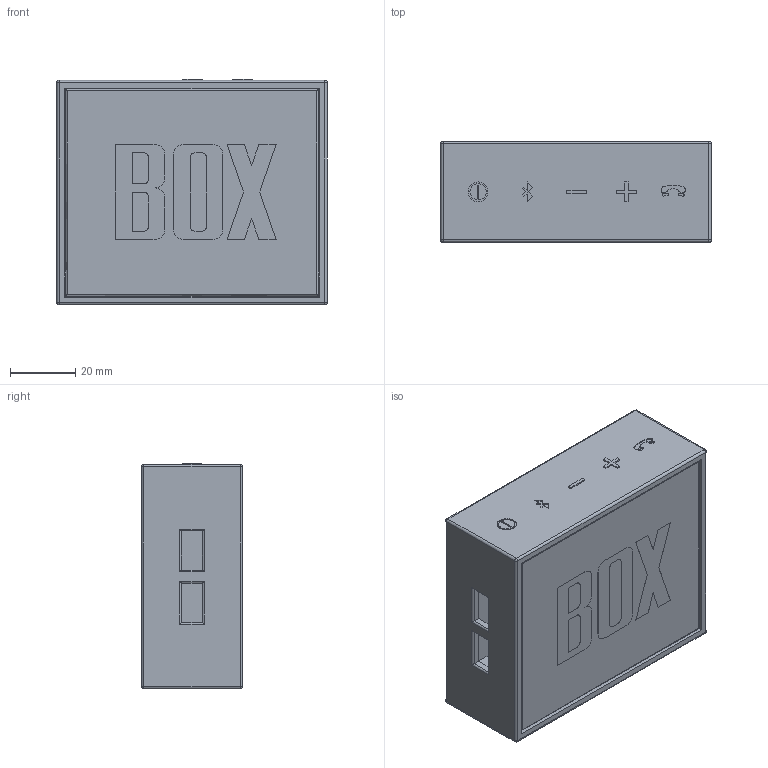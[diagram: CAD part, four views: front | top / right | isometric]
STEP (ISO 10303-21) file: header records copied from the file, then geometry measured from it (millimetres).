
FILE_DESCRIPTION(('FreeCAD Model'),'2;1');
FILE_NAME('JBL_Go.step', '2021-02-01T10:24:28',('Author'),(''), 'Open CASCADE STEP processor 7.3','FreeCAD','Unknown');
FILE_SCHEMA(('AUTOMOTIVE_DESIGN { 1 0 10303 214 1 1 1 1 }'));
Length unit declared in the file: millimetre
Products named in the file (1): JBL_GO
Bounding box: 82.6 x 30.8 x 69 mm (x, y, z)
Volume: 59240.9 mm3; surface area: 44129.2 mm2
Topology: 7 solids, 7 shells, 205 faces, 503 edges, 316 vertices
Faces by surface type: plane 139, cylinder 56, sphere 8, torus 2
Full cylindrical faces by diameter (mm): 2 x1, 5 x1, 5.4 x1, 6 x1
Entity records: 14066 total; most frequent: CARTESIAN_POINT 2505, DIRECTION 1895, LINE 1257, VECTOR 1257, ORIENTED_EDGE 990, PCURVE 990, DEFINITIONAL_REPRESENTATION 990, EDGE_CURVE 495
